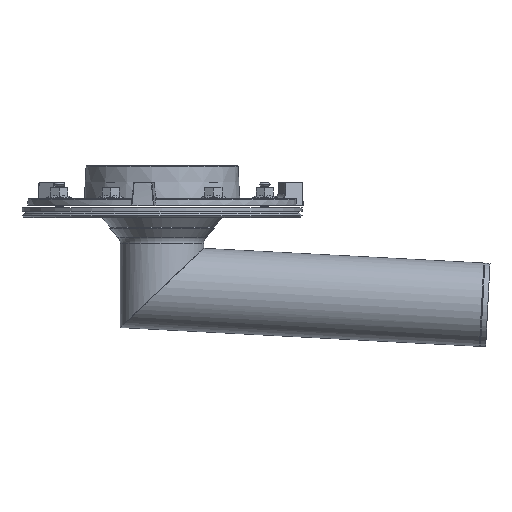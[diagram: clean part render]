
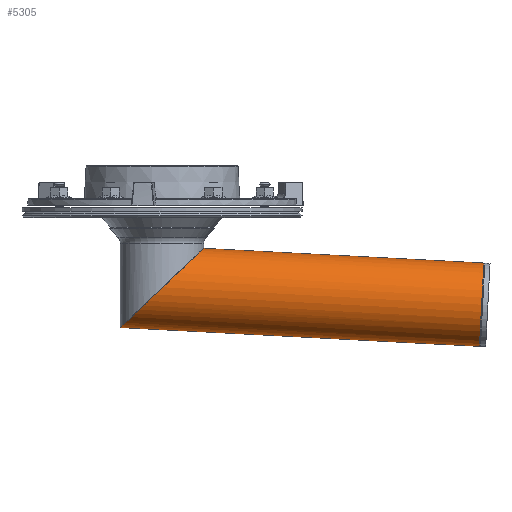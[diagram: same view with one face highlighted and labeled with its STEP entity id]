
A CAD part, front view. The second image highlights one B-rep face of the part: STEP entity #5305.
In plain terms, the highlighted cylindrical face has radius 365 mm (diameter 730 mm), a full revolution.
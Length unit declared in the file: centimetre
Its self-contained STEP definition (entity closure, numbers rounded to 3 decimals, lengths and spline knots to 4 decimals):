
#387=ELLIPSE('',#6407,50.3188,36.5);
#415=CYLINDRICAL_SURFACE('',#6406,36.5);
#712=FACE_OUTER_BOUND('',#1133,.T.);
#1133=EDGE_LOOP('',(#3524,#3525,#3526,#3527,#3528));
#1628=CIRCLE('',#6401,36.5);
#1629=CIRCLE('',#6402,36.5);
#2040=VERTEX_POINT('',#9290);
#2041=VERTEX_POINT('',#9292);
#2043=VERTEX_POINT('',#9301);
#2585=EDGE_CURVE('',#2040,#2041,#1628,.T.);
#2586=EDGE_CURVE('',#2041,#2040,#1629,.T.);
#2590=EDGE_CURVE('',#2041,#2043,#5766,.T.);
#2591=EDGE_CURVE('',#2043,#2043,#387,.T.);
#3524=ORIENTED_EDGE('',*,*,#2585,.F.);
#3525=ORIENTED_EDGE('',*,*,#2586,.F.);
#3526=ORIENTED_EDGE('',*,*,#2590,.T.);
#3527=ORIENTED_EDGE('',*,*,#2591,.F.);
#3528=ORIENTED_EDGE('',*,*,#2590,.F.);
#5305=ADVANCED_FACE('',(#712),#415,.T.);
#5766=LINE('',#9302,#6070);
#6070=VECTOR('',#7311,36.5);
#6401=AXIS2_PLACEMENT_3D('',#9293,#7298,#7299);
#6402=AXIS2_PLACEMENT_3D('',#9294,#7300,#7301);
#6406=AXIS2_PLACEMENT_3D('',#9300,#7309,#7310);
#6407=AXIS2_PLACEMENT_3D('',#9303,#7312,#7313);
#7298=DIRECTION('center_axis',(0.999,0.,
-0.052));
#7299=DIRECTION('ref_axis',(0.052,0.,0.999));
#7300=DIRECTION('center_axis',(0.999,0.,
-0.052));
#7301=DIRECTION('ref_axis',(0.052,0.,0.999));
#7309=DIRECTION('center_axis',(0.999,0.,
-0.052));
#7310=DIRECTION('ref_axis',(-0.052,0.,-0.999));
#7311=DIRECTION('',(-0.999,0.,0.052));
#7312=DIRECTION('center_axis',(-0.688,0.,
0.725));
#7313=DIRECTION('ref_axis',(-0.725,0.,-0.688));
#9290=CARTESIAN_POINT('',(279.5708,-36.5,-14.6517));
#9292=CARTESIAN_POINT('',(281.4811,0.,21.7983));
#9293=CARTESIAN_POINT('Origin',(279.5708,0.,-14.6517));
#9294=CARTESIAN_POINT('Origin',(279.5708,0.,-14.6517));
#9300=CARTESIAN_POINT('Origin',(111.4115,0.,-5.8388));
#9301=CARTESIAN_POINT('',(36.5,0.,34.6372));
#9302=CARTESIAN_POINT('',(113.3218,0.,30.6111));
#9303=CARTESIAN_POINT('Origin',(0.,0.,
0.));
